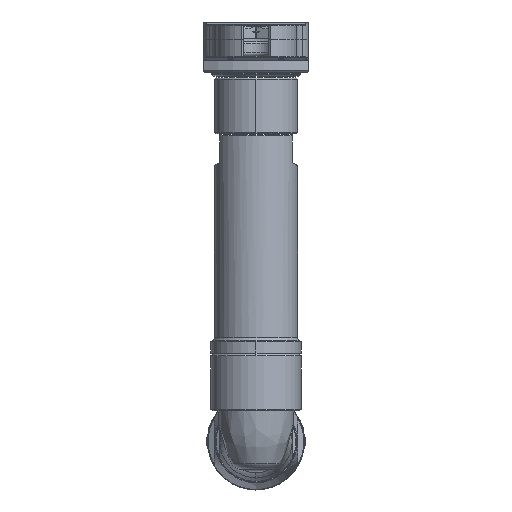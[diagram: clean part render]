
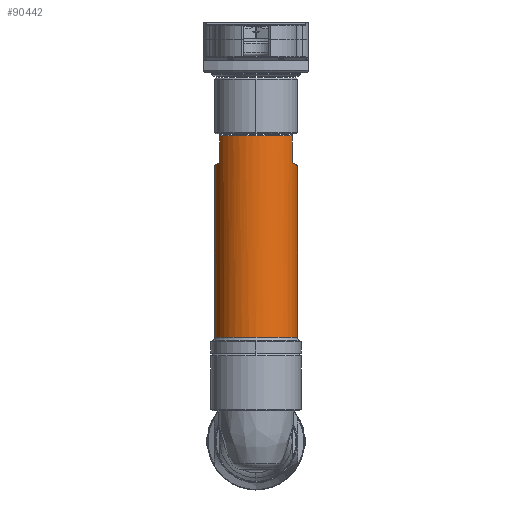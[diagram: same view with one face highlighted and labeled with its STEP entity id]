
A CAD part, left-side view. The second image highlights one B-rep face of the part: STEP entity #90442.
In plain terms, the highlighted cylindrical face has radius 19.05 mm (diameter 38.1 mm), a partial arc.
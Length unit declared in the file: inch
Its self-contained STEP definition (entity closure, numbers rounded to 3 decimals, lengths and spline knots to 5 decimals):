
#90151=DIRECTION('',(0.,0.,1.));
#90152=VECTOR('',#90151,0.484);
#90153=CARTESIAN_POINT('',(-6.16028,0.65725,5.02625));
#90154=LINE('',#90153,#90152);
#90155=DIRECTION('',(0.,0.,1.));
#90156=VECTOR('',#90155,0.484);
#90157=CARTESIAN_POINT('',(-6.16028,-0.65725,5.02625));
#90158=LINE('',#90157,#90156);
#90159=CARTESIAN_POINT('',(-6.16028,-0.65725,5.02625));
#90160=CARTESIAN_POINT('',(-6.13267,-0.67243,
5.01749));
#90161=CARTESIAN_POINT('',(-6.07618,-0.69897,
5.00216));
#90162=CARTESIAN_POINT('',(-5.98777,-0.72784,
4.98549));
#90163=CARTESIAN_POINT('',(-5.89567,-0.74575,
4.97516));
#90164=CARTESIAN_POINT('',(-5.8317,-0.75,4.9727));
#90165=CARTESIAN_POINT('',(-5.799,-0.75,4.9727));
#90167=DIRECTION('',(0.,0.,1.));
#90168=VECTOR('',#90167,3.09566);
#90169=CARTESIAN_POINT('',(-5.799,-0.75,1.87705));
#90170=LINE('',#90169,#90168);
#90171=CARTESIAN_POINT('',(-5.799,0.,1.87705));
#90172=DIRECTION('',(0.,0.,-1.));
#90173=DIRECTION('',(0.,-1.,0.));
#90174=AXIS2_PLACEMENT_3D('',#90171,#90172,#90173);
#90176=DIRECTION('',(0.,0.,1.));
#90177=VECTOR('',#90176,3.09566);
#90178=CARTESIAN_POINT('',(-5.799,0.75,1.87705));
#90179=LINE('',#90178,#90177);
#90180=CARTESIAN_POINT('',(-5.799,0.75,4.9727));
#90181=CARTESIAN_POINT('',(-5.8317,0.75,4.9727));
#90182=CARTESIAN_POINT('',(-5.89567,0.74575,
4.97516));
#90183=CARTESIAN_POINT('',(-5.98777,0.72784,
4.98549));
#90184=CARTESIAN_POINT('',(-6.07618,0.69897,
5.00216));
#90185=CARTESIAN_POINT('',(-6.13267,0.67243,
5.01749));
#90186=CARTESIAN_POINT('',(-6.16028,0.65725,5.02625));
#90205=CARTESIAN_POINT('',(-6.16028,0.65725,5.51025));
#90212=CARTESIAN_POINT('',(-6.16028,-0.65725,5.51025));
#90219=CARTESIAN_POINT('',(-5.799,0.,5.51025));
#90220=DIRECTION('',(0.,0.,1.));
#90221=DIRECTION('',(-0.482,0.876,0.));
#90222=AXIS2_PLACEMENT_3D('',#90219,#90220,#90221);
#90274=CARTESIAN_POINT('',(-5.799,0.75,4.9727));
#90281=CARTESIAN_POINT('',(-5.799,-0.75,4.9727));
#90319=CARTESIAN_POINT('',(-5.799,-0.75,1.87705));
#90320=CARTESIAN_POINT('',(-5.799,0.75,1.87705));
#90321=VERTEX_POINT('',#90319);
#90322=VERTEX_POINT('',#90320);
#90343=VERTEX_POINT('',#90205);
#90344=VERTEX_POINT('',#90212);
#90349=VERTEX_POINT('',#90274);
#90350=VERTEX_POINT('',#90281);
#90352=CARTESIAN_POINT('',(-6.16028,0.65725,5.02625));
#90353=VERTEX_POINT('',#90352);
#90354=VERTEX_POINT('',#90159);
#90420=CARTESIAN_POINT('',(-5.799,0.,1.61911));
#90421=DIRECTION('',(0.,0.,1.));
#90422=DIRECTION('',(0.,1.,0.));
#90423=AXIS2_PLACEMENT_3D('',#90420,#90421,#90422);
#90424=CYLINDRICAL_SURFACE('',#90423,0.75);
#90426=ORIENTED_EDGE('',*,*,#90425,.T.);
#90428=ORIENTED_EDGE('',*,*,#90427,.T.);
#90430=ORIENTED_EDGE('',*,*,#90429,.F.);
#90432=ORIENTED_EDGE('',*,*,#90431,.T.);
#90434=ORIENTED_EDGE('',*,*,#90433,.F.);
#90435=ORIENTED_EDGE('',*,*,#90410,.T.);
#90437=ORIENTED_EDGE('',*,*,#90436,.T.);
#90439=ORIENTED_EDGE('',*,*,#90438,.T.);
#90440=EDGE_LOOP('',(#90426,#90428,#90430,#90432,#90434,#90435,#90437,#90439));
#90441=FACE_OUTER_BOUND('',#90440,.F.);
#90442=ADVANCED_FACE('',(#90441),#90424,.T.);
#90166=B_SPLINE_CURVE_WITH_KNOTS('',3,(#90159,#90160,#90161,#90162,#90163,
#90164,#90165),.UNSPECIFIED.,.F.,.F.,(4,1,1,1,4),(0.,0.25,0.5,0.75,
1.),.UNSPECIFIED.);
#90175=CIRCLE('',#90174,0.75);
#90187=B_SPLINE_CURVE_WITH_KNOTS('',3,(#90180,#90181,#90182,#90183,#90184,
#90185,#90186),.UNSPECIFIED.,.F.,.F.,(4,1,1,1,4),(0.,0.25,0.5,0.75,
1.),.UNSPECIFIED.);
#90223=CIRCLE('',#90222,0.75);
#90410=EDGE_CURVE('',#90321,#90322,#90175,.T.);
#90425=EDGE_CURVE('',#90353,#90343,#90154,.T.);
#90427=EDGE_CURVE('',#90343,#90344,#90223,.T.);
#90429=EDGE_CURVE('',#90354,#90344,#90158,.T.);
#90431=EDGE_CURVE('',#90354,#90350,#90166,.T.);
#90433=EDGE_CURVE('',#90321,#90350,#90170,.T.);
#90436=EDGE_CURVE('',#90322,#90349,#90179,.T.);
#90438=EDGE_CURVE('',#90349,#90353,#90187,.T.);
